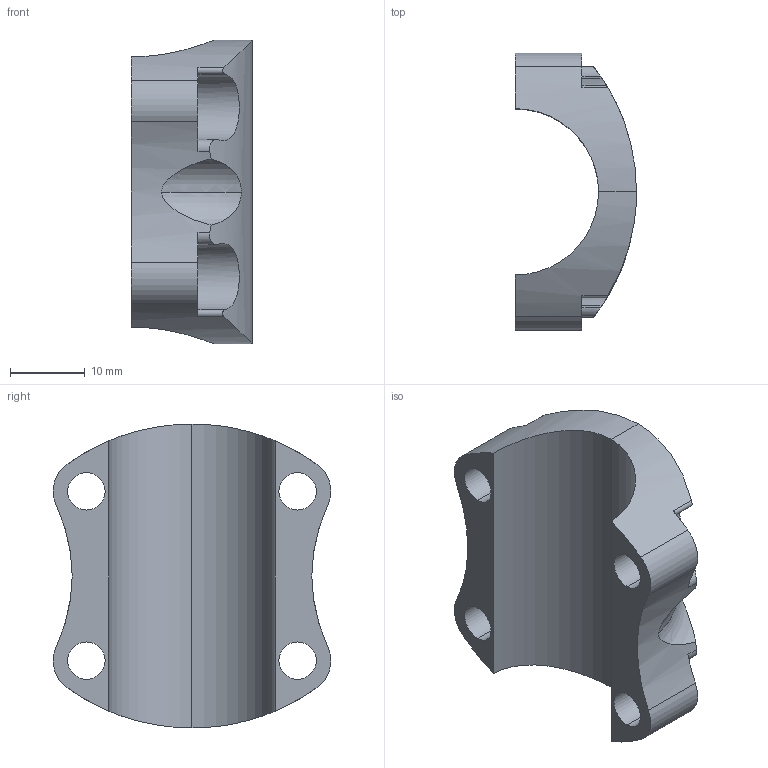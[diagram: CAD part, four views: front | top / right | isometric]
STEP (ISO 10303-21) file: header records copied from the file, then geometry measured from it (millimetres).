
FILE_DESCRIPTION (( 'STEP AP214' ), '1' );
FILE_NAME ('SP4025_V2.STEP', '2024-12-11T21:21:01', ( '' ), ( '' ), 'SwSTEP 2.0', 'SolidWorks 2023', '' );
FILE_SCHEMA (( 'AUTOMOTIVE_DESIGN' ));
Length unit declared in the file: inch
Products named in the file (1): SP4025_V2
Bounding box: 16.19 x 37.11 x 40.64 mm (x, y, z)
Volume: 8984.1 mm3; surface area: 4984.2 mm2
Topology: 1 solids, 1 shells, 47 faces, 133 edges, 88 vertices
Faces by surface type: cylinder 37, plane 6, torus 4
Entity records: 2070 total; most frequent: CARTESIAN_POINT 821, ORIENTED_EDGE 266, DIRECTION 249, EDGE_CURVE 133, AXIS2_PLACEMENT_3D 104, VERTEX_POINT 88, CIRCLE 56, EDGE_LOOP 55
